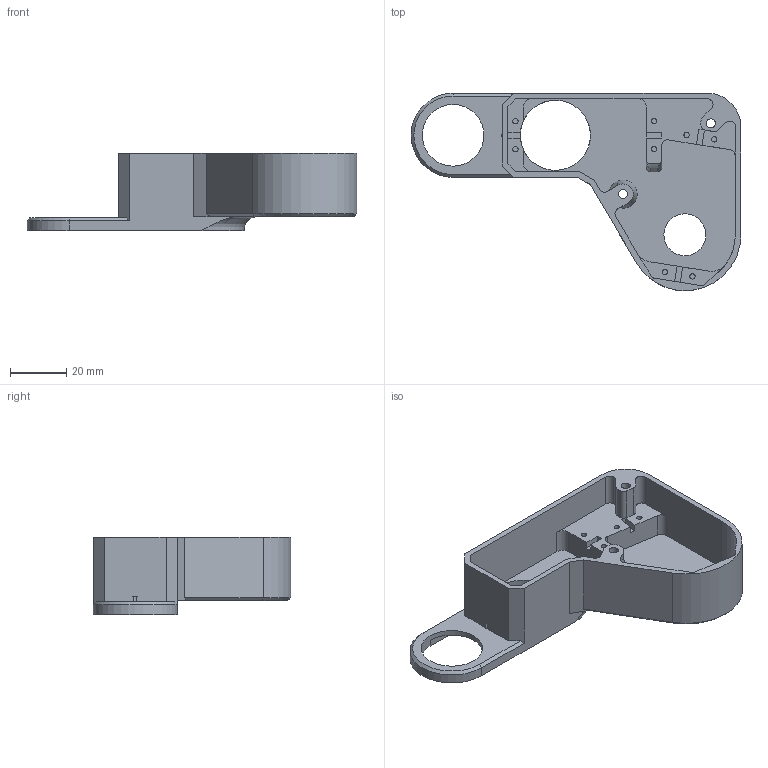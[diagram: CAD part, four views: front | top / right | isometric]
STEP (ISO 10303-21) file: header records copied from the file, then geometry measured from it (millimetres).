
FILE_DESCRIPTION(/* description */ (''),/* implementation_level */ '2;1');
FILE_NAME(/* name */ 'F2.step',/* time_stamp */ '2026-01-31T19:14:31+01:00',/* author */ (''),/* organization */ (''),/* preprocessor_version */ 'ST-DEVELOPER v20.1',/* originating_system */ 'Autodesk Translation Framework v14.21.0.0',/* authorisation */ '');
FILE_SCHEMA (('AUTOMOTIVE_DESIGN { 1 0 10303 214 3 1 1 }'));
Length unit declared in the file: millimetre
Products named in the file (1): F2
Bounding box: 117.7 x 70.5 x 27.5 mm (x, y, z)
Volume: 32289.2 mm3; surface area: 22819.6 mm2
Topology: 1 solids, 1 shells, 236 faces, 642 edges, 425 vertices
Faces by surface type: plane 166, cylinder 44, bspline 19, torus 4, cone 3
Full cylindrical faces by diameter (mm): 1.75 x1, 1.9 x8, 3.25 x2, 6 x2, 15 x1, 22 x1, 25 x1
Entity records: 7737 total; most frequent: CARTESIAN_POINT 1751, ORIENTED_EDGE 1282, DIRECTION 1142, EDGE_CURVE 641, LINE 486, VECTOR 486, VERTEX_POINT 425, AXIS2_PLACEMENT_3D 328
